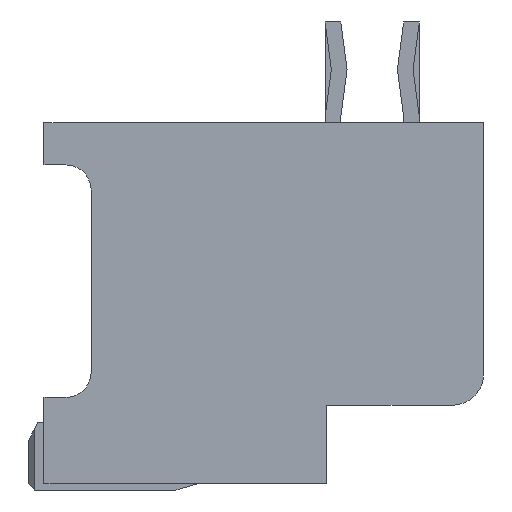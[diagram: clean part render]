
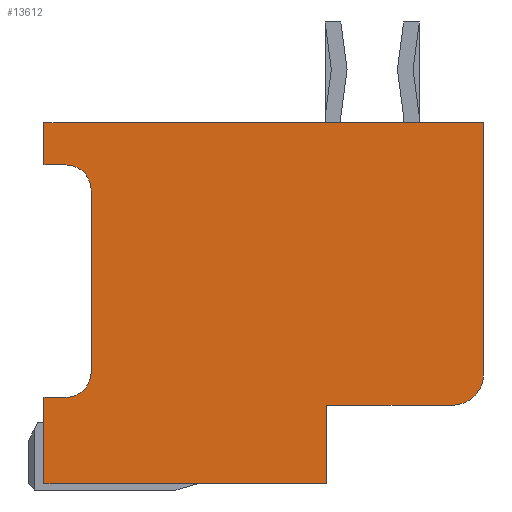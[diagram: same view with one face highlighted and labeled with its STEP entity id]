
A CAD part, left-side view. The second image highlights one B-rep face of the part: STEP entity #13612.
In plain terms, the highlighted planar face has unit normal (-1, 0, 0).
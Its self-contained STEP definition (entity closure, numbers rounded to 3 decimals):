
#1=DIRECTION('',(0.,-1.,0.));
#2=VECTOR('',#1,14.);
#3=CARTESIAN_POINT('',(-21.7,7.,5.05));
#4=LINE('',#3,#2);
#5=DIRECTION('',(0.,0.,-1.));
#6=VECTOR('',#5,8.);
#7=CARTESIAN_POINT('',(-21.7,-7.,5.05));
#8=LINE('',#7,#6);
#9=CARTESIAN_POINT('',(-21.7,-6.,-2.95));
#10=DIRECTION('',(1.,0.,0.));
#11=DIRECTION('',(0.,-1.,0.));
#12=AXIS2_PLACEMENT_3D('',#9,#10,#11);
#14=DIRECTION('',(0.,1.,0.));
#15=VECTOR('',#14,4.);
#16=CARTESIAN_POINT('',(-21.7,-6.,-3.95));
#17=LINE('',#16,#15);
#18=DIRECTION('',(0.,0.,-1.));
#19=VECTOR('',#18,2.5);
#20=CARTESIAN_POINT('',(-21.7,-2.,-3.95));
#21=LINE('',#20,#19);
#22=DIRECTION('',(0.,1.,0.));
#23=VECTOR('',#22,9.);
#24=CARTESIAN_POINT('',(-21.7,-2.,-6.45));
#25=LINE('',#24,#23);
#26=DIRECTION('',(0.,0.,1.));
#27=VECTOR('',#26,2.75);
#28=CARTESIAN_POINT('',(-21.7,7.,-6.45));
#29=LINE('',#28,#27);
#30=DIRECTION('',(0.,-1.,0.));
#31=VECTOR('',#30,0.7);
#32=CARTESIAN_POINT('',(-21.7,7.,-3.7));
#33=LINE('',#32,#31);
#34=CARTESIAN_POINT('',(-21.7,6.3,-2.9));
#35=DIRECTION('',(-1.,0.,0.));
#36=DIRECTION('',(0.,0.,-1.));
#37=AXIS2_PLACEMENT_3D('',#34,#35,#36);
#39=DIRECTION('',(0.,0.,1.));
#40=VECTOR('',#39,5.8);
#41=CARTESIAN_POINT('',(-21.7,5.5,-2.9));
#42=LINE('',#41,#40);
#43=CARTESIAN_POINT('',(-21.7,6.3,2.9));
#44=DIRECTION('',(-1.,0.,0.));
#45=DIRECTION('',(0.,-1.,0.));
#46=AXIS2_PLACEMENT_3D('',#43,#44,#45);
#48=DIRECTION('',(0.,1.,0.));
#49=VECTOR('',#48,0.7);
#50=CARTESIAN_POINT('',(-21.7,6.3,3.7));
#51=LINE('',#50,#49);
#52=DIRECTION('',(0.,0.,1.));
#53=VECTOR('',#52,1.35);
#54=CARTESIAN_POINT('',(-21.7,7.,3.7));
#55=LINE('',#54,#53);
#10247=CARTESIAN_POINT('',(-21.7,7.,5.05));
#10248=CARTESIAN_POINT('',(-21.7,-7.,5.05));
#10249=VERTEX_POINT('',#10247);
#10250=VERTEX_POINT('',#10248);
#10251=CARTESIAN_POINT('',(-21.7,-7.,-2.95));
#10252=VERTEX_POINT('',#10251);
#10253=CARTESIAN_POINT('',(-21.7,-6.,-3.95));
#10254=VERTEX_POINT('',#10253);
#10255=CARTESIAN_POINT('',(-21.7,-2.,-3.95));
#10256=VERTEX_POINT('',#10255);
#10257=CARTESIAN_POINT('',(-21.7,-2.,-6.45));
#10258=VERTEX_POINT('',#10257);
#10259=CARTESIAN_POINT('',(-21.7,7.,-6.45));
#10260=VERTEX_POINT('',#10259);
#10261=CARTESIAN_POINT('',(-21.7,7.,-3.7));
#10262=VERTEX_POINT('',#10261);
#10277=CARTESIAN_POINT('',(-21.7,6.3,-3.7));
#10278=VERTEX_POINT('',#10277);
#10279=CARTESIAN_POINT('',(-21.7,5.5,-2.9));
#10280=VERTEX_POINT('',#10279);
#10281=CARTESIAN_POINT('',(-21.7,5.5,2.9));
#10282=VERTEX_POINT('',#10281);
#10283=CARTESIAN_POINT('',(-21.7,6.3,3.7));
#10284=VERTEX_POINT('',#10283);
#10285=CARTESIAN_POINT('',(-21.7,7.,3.7));
#10286=VERTEX_POINT('',#10285);
#13579=CARTESIAN_POINT('',(-21.7,0.,0.));
#13580=DIRECTION('',(1.,0.,0.));
#13581=DIRECTION('',(0.,0.,-1.));
#13582=AXIS2_PLACEMENT_3D('',#13579,#13580,#13581);
#13583=PLANE('',#13582);
#13585=ORIENTED_EDGE('',*,*,#13584,.T.);
#13587=ORIENTED_EDGE('',*,*,#13586,.T.);
#13589=ORIENTED_EDGE('',*,*,#13588,.T.);
#13591=ORIENTED_EDGE('',*,*,#13590,.T.);
#13593=ORIENTED_EDGE('',*,*,#13592,.T.);
#13595=ORIENTED_EDGE('',*,*,#13594,.T.);
#13597=ORIENTED_EDGE('',*,*,#13596,.T.);
#13599=ORIENTED_EDGE('',*,*,#13598,.T.);
#13601=ORIENTED_EDGE('',*,*,#13600,.T.);
#13603=ORIENTED_EDGE('',*,*,#13602,.T.);
#13605=ORIENTED_EDGE('',*,*,#13604,.T.);
#13607=ORIENTED_EDGE('',*,*,#13606,.T.);
#13609=ORIENTED_EDGE('',*,*,#13608,.T.);
#13610=EDGE_LOOP('',(#13585,#13587,#13589,#13591,#13593,#13595,#13597,#13599,
#13601,#13603,#13605,#13607,#13609));
#13611=FACE_OUTER_BOUND('',#13610,.F.);
#13612=ADVANCED_FACE('',(#13611),#13583,.F.);
#13=CIRCLE('',#12,1.);
#38=CIRCLE('',#37,0.8);
#47=CIRCLE('',#46,0.8);
#13584=EDGE_CURVE('',#10249,#10250,#4,.T.);
#13586=EDGE_CURVE('',#10250,#10252,#8,.T.);
#13588=EDGE_CURVE('',#10252,#10254,#13,.T.);
#13590=EDGE_CURVE('',#10254,#10256,#17,.T.);
#13592=EDGE_CURVE('',#10256,#10258,#21,.T.);
#13594=EDGE_CURVE('',#10258,#10260,#25,.T.);
#13596=EDGE_CURVE('',#10260,#10262,#29,.T.);
#13598=EDGE_CURVE('',#10262,#10278,#33,.T.);
#13600=EDGE_CURVE('',#10278,#10280,#38,.T.);
#13602=EDGE_CURVE('',#10280,#10282,#42,.T.);
#13604=EDGE_CURVE('',#10282,#10284,#47,.T.);
#13606=EDGE_CURVE('',#10284,#10286,#51,.T.);
#13608=EDGE_CURVE('',#10286,#10249,#55,.T.);
